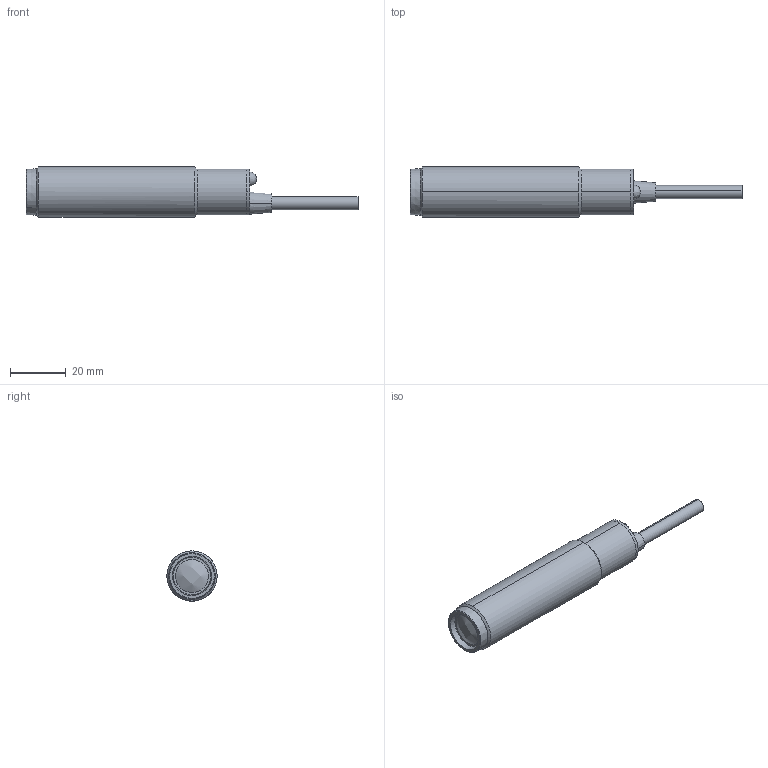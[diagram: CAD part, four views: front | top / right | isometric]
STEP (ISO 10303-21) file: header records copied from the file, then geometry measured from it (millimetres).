
FILE_DESCRIPTION (( 'STEP AP214' ), '1' );
FILE_NAME ('MVE-00-0A.step', '2018-04-12T20:28:15', ( '' ), ( '' ), 'SwSTEP 2.0', 'SolidWorks 2017', '' );
FILE_SCHEMA (( 'AUTOMOTIVE_DESIGN' ));
Length unit declared in the file: inch
Products named in the file (1): MVE-00-0A
Bounding box: 118.8 x 18 x 18 mm (x, y, z)
Volume: 20072.8 mm3; surface area: 6310.3 mm2
Topology: 3 solids, 3 shells, 39 faces, 91 edges, 60 vertices
Faces by surface type: cone 13, cylinder 13, plane 11, bspline 2
Entity records: 1337 total; most frequent: CARTESIAN_POINT 366, DIRECTION 203, ORIENTED_EDGE 178, EDGE_CURVE 89, AXIS2_PLACEMENT_3D 87, VERTEX_POINT 60, CIRCLE 49, EDGE_LOOP 43
